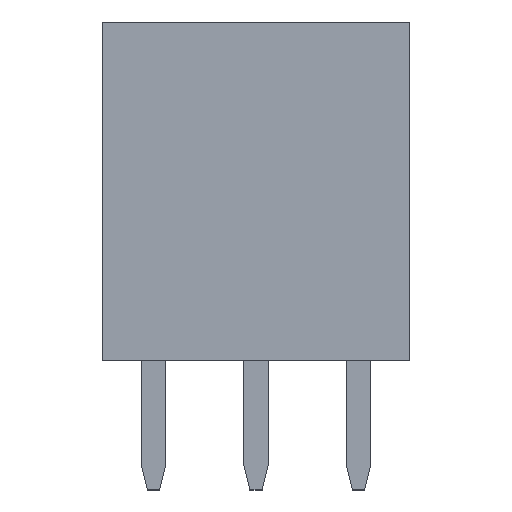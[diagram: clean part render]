
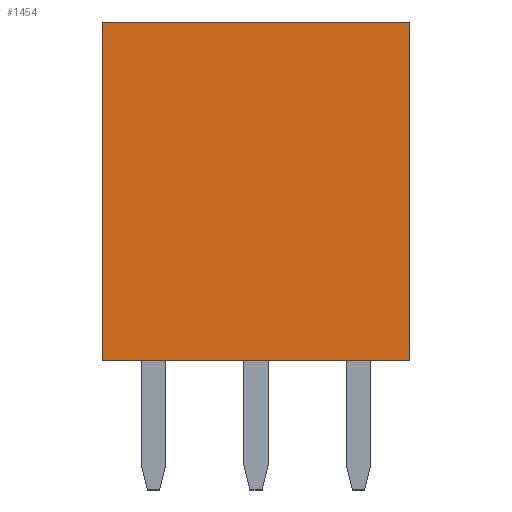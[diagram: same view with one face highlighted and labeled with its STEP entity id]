
A CAD part, top view. The second image highlights one B-rep face of the part: STEP entity #1454.
In plain terms, the highlighted planar face has unit normal (0, 0, 1).
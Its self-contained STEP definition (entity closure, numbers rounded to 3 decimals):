
#430=CARTESIAN_POINT('',(6.35,8.4,1.27));
#431=VERTEX_POINT('',#430);
#438=CARTESIAN_POINT('',(6.35,0.0,1.27));
#439=VERTEX_POINT('',#438);
#440=CARTESIAN_POINT('',(6.35,0.0,1.27));
#441=DIRECTION('',(0.0,1.0,0.0));
#442=VECTOR('',#441,8.4);
#443=LINE('',#440,#442);
#444=EDGE_CURVE('',#439,#431,#443,.T.);
#1060=CARTESIAN_POINT('',(-1.27,8.4,1.27));
#1061=VERTEX_POINT('',#1060);
#1062=CARTESIAN_POINT('',(6.35,8.4,1.27));
#1063=DIRECTION('',(-1.0,0.0,0.0));
#1064=VECTOR('',#1063,7.62);
#1065=LINE('',#1062,#1064);
#1066=EDGE_CURVE('',#431,#1061,#1065,.T.);
#1368=CARTESIAN_POINT('',(-1.27,0.0,1.27));
#1369=VERTEX_POINT('',#1368);
#1370=CARTESIAN_POINT('',(-1.27,0.0,1.27));
#1371=DIRECTION('',(1.0,0.0,0.0));
#1372=VECTOR('',#1371,7.62);
#1373=LINE('',#1370,#1372);
#1374=EDGE_CURVE('',#1369,#439,#1373,.T.);
#1438=CARTESIAN_POINT('',(1.27,0.0,1.27));
#1439=DIRECTION('',(0.0,0.0,1.0));
#1440=DIRECTION('',(1.0,0.0,0.0));
#1441=AXIS2_PLACEMENT_3D('',#1438,#1439,#1440);
#1442=PLANE('',#1441);
#1443=ORIENTED_EDGE('',*,*,#1066,.T.);
#1444=CARTESIAN_POINT('',(-1.27,0.0,1.27));
#1445=DIRECTION('',(0.0,1.0,0.0));
#1446=VECTOR('',#1445,8.4);
#1447=LINE('',#1444,#1446);
#1448=EDGE_CURVE('',#1369,#1061,#1447,.T.);
#1449=ORIENTED_EDGE('',*,*,#1448,.F.);
#1450=ORIENTED_EDGE('',*,*,#1374,.T.);
#1451=ORIENTED_EDGE('',*,*,#444,.T.);
#1452=EDGE_LOOP('',(#1443,#1449,#1450,#1451));
#1453=FACE_OUTER_BOUND('',#1452,.T.);
#1454=ADVANCED_FACE('',(#1453),#1442,.T.);
